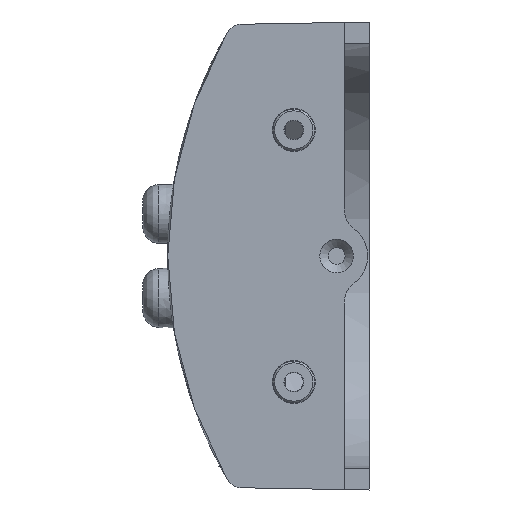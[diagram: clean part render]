
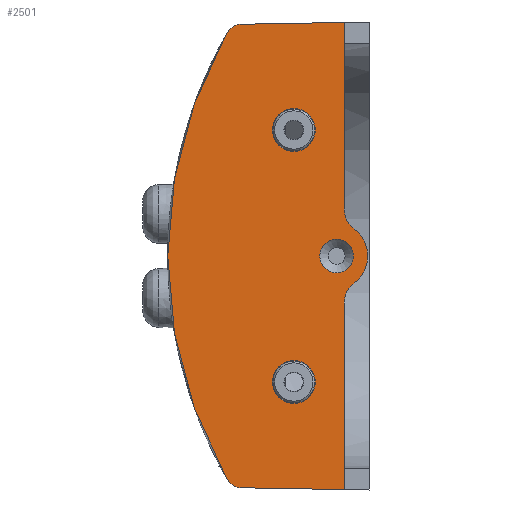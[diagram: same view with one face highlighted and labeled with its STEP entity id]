
A CAD part, front view. The second image highlights one B-rep face of the part: STEP entity #2501.
In plain terms, the highlighted planar face has unit normal (0, -1, 0).
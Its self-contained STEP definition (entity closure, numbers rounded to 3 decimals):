
#80=PLANE('',#2668);
#161=FACE_BOUND('',#463,.T.);
#162=FACE_BOUND('',#464,.T.);
#163=FACE_BOUND('',#465,.T.);
#175=CIRCLE('',#2659,53.5);
#181=CIRCLE('',#2666,2.);
#183=CIRCLE('',#2669,4.);
#184=CIRCLE('',#2670,3.);
#185=CIRCLE('',#2671,2.);
#186=CIRCLE('',#2672,3.);
#187=CIRCLE('',#2673,2.55);
#188=CIRCLE('',#2674,2.55);
#189=CIRCLE('',#2675,2.);
#320=FACE_OUTER_BOUND('',#462,.T.);
#462=EDGE_LOOP('',(#1716,#1717,#1718,#1719,#1720,#1721,#1722,#1723,#1724,
#1725));
#463=EDGE_LOOP('',(#1726));
#464=EDGE_LOOP('',(#1727));
#465=EDGE_LOOP('',(#1728));
#668=LINE('',#4118,#847);
#669=LINE('',#4120,#848);
#670=LINE('',#4123,#849);
#671=LINE('',#4125,#850);
#847=VECTOR('',#2974,22.2);
#848=VECTOR('',#2975,12.231);
#849=VECTOR('',#2978,12.231);
#850=VECTOR('',#2979,22.2);
#1021=VERTEX_POINT('',#3687);
#1023=VERTEX_POINT('',#3690);
#1045=VERTEX_POINT('',#4106);
#1047=VERTEX_POINT('',#4112);
#1048=VERTEX_POINT('',#4113);
#1049=VERTEX_POINT('',#4115);
#1050=VERTEX_POINT('',#4117);
#1051=VERTEX_POINT('',#4119);
#1052=VERTEX_POINT('',#4122);
#1053=VERTEX_POINT('',#4124);
#1054=VERTEX_POINT('',#4127);
#1055=VERTEX_POINT('',#4129);
#1056=VERTEX_POINT('',#4131);
#1291=EDGE_CURVE('',#1021,#1023,#175,.T.);
#1314=EDGE_CURVE('',#1045,#1021,#181,.T.);
#1317=EDGE_CURVE('',#1047,#1048,#183,.T.);
#1318=EDGE_CURVE('',#1049,#1047,#184,.T.);
#1319=EDGE_CURVE('',#1049,#1050,#668,.T.);
#1320=EDGE_CURVE('',#1051,#1050,#669,.T.);
#1321=EDGE_CURVE('',#1023,#1051,#185,.T.);
#1322=EDGE_CURVE('',#1052,#1045,#670,.T.);
#1323=EDGE_CURVE('',#1052,#1053,#671,.T.);
#1324=EDGE_CURVE('',#1048,#1053,#186,.T.);
#1325=EDGE_CURVE('',#1054,#1054,#187,.T.);
#1326=EDGE_CURVE('',#1055,#1055,#188,.T.);
#1327=EDGE_CURVE('',#1056,#1056,#189,.T.);
#1716=ORIENTED_EDGE('',*,*,#1317,.F.);
#1717=ORIENTED_EDGE('',*,*,#1318,.F.);
#1718=ORIENTED_EDGE('',*,*,#1319,.T.);
#1719=ORIENTED_EDGE('',*,*,#1320,.F.);
#1720=ORIENTED_EDGE('',*,*,#1321,.F.);
#1721=ORIENTED_EDGE('',*,*,#1291,.F.);
#1722=ORIENTED_EDGE('',*,*,#1314,.F.);
#1723=ORIENTED_EDGE('',*,*,#1322,.F.);
#1724=ORIENTED_EDGE('',*,*,#1323,.T.);
#1725=ORIENTED_EDGE('',*,*,#1324,.F.);
#1726=ORIENTED_EDGE('',*,*,#1325,.F.);
#1727=ORIENTED_EDGE('',*,*,#1326,.F.);
#1728=ORIENTED_EDGE('',*,*,#1327,.F.);
#2501=ADVANCED_FACE('',(#320,#161,#162,#163),#80,.F.);
#2659=AXIS2_PLACEMENT_3D('',#3691,#2946,#2947);
#2666=AXIS2_PLACEMENT_3D('',#4107,#2963,#2964);
#2668=AXIS2_PLACEMENT_3D('',#4111,#2968,#2969);
#2669=AXIS2_PLACEMENT_3D('',#4114,#2970,#2971);
#2670=AXIS2_PLACEMENT_3D('',#4116,#2972,#2973);
#2671=AXIS2_PLACEMENT_3D('',#4121,#2976,#2977);
#2672=AXIS2_PLACEMENT_3D('',#4126,#2980,#2981);
#2673=AXIS2_PLACEMENT_3D('',#4128,#2982,#2983);
#2674=AXIS2_PLACEMENT_3D('',#4130,#2984,#2985);
#2675=AXIS2_PLACEMENT_3D('',#4132,#2986,#2987);
#2946=DIRECTION('center_axis',(0.,1.,0.));
#2947=DIRECTION('ref_axis',(-0.868,0.,-0.497));
#2963=DIRECTION('center_axis',(0.,1.,0.));
#2964=DIRECTION('ref_axis',(-0.017,0.,-1.));
#2968=DIRECTION('center_axis',(0.,1.,0.));
#2969=DIRECTION('ref_axis',(1.,0.,0.));
#2970=DIRECTION('center_axis',(0.,1.,0.));
#2971=DIRECTION('ref_axis',(0.6,0.,0.8));
#2972=DIRECTION('center_axis',(0.,-1.,0.));
#2973=DIRECTION('ref_axis',(-1.,0.,0.));
#2974=DIRECTION('',(0.,0.,1.));
#2975=DIRECTION('',(1.,0.,0.017));
#2976=DIRECTION('center_axis',(0.,1.,0.));
#2977=DIRECTION('ref_axis',(-0.868,0.,0.497));
#2978=DIRECTION('',(-1.,0.,0.017));
#2979=DIRECTION('',(0.,0.,1.));
#2980=DIRECTION('center_axis',(0.,-1.,0.));
#2981=DIRECTION('ref_axis',(-0.6,0.,0.8));
#2982=DIRECTION('center_axis',(0.,-1.,0.));
#2983=DIRECTION('ref_axis',(1.,0.,0.));
#2984=DIRECTION('center_axis',(0.,-1.,0.));
#2985=DIRECTION('ref_axis',(1.,0.,0.));
#2986=DIRECTION('center_axis',(0.,-1.,0.));
#2987=DIRECTION('ref_axis',(1.,0.,0.));
#3687=CARTESIAN_POINT('',(-46.43,22.,-26.581));
#3690=CARTESIAN_POINT('',(-46.43,22.,26.581));
#3691=CARTESIAN_POINT('Origin',(0.,22.,0.));
#4106=CARTESIAN_POINT('',(-44.729,22.,-27.587));
#4107=CARTESIAN_POINT('Origin',(-44.694,22.,-25.587));
#4111=CARTESIAN_POINT('Origin',(0.,22.,0.));
#4112=CARTESIAN_POINT('',(-31.3,22.,3.2));
#4113=CARTESIAN_POINT('',(-31.3,22.,-3.2));
#4114=CARTESIAN_POINT('Origin',(-33.7,22.,0.));
#4115=CARTESIAN_POINT('',(-32.5,22.,5.6));
#4116=CARTESIAN_POINT('Origin',(-29.5,22.,5.6));
#4117=CARTESIAN_POINT('',(-32.5,22.,27.8));
#4118=CARTESIAN_POINT('',(-32.5,22.,5.6));
#4119=CARTESIAN_POINT('',(-44.729,22.,27.587));
#4120=CARTESIAN_POINT('',(-44.729,22.,27.587));
#4121=CARTESIAN_POINT('Origin',(-44.694,22.,25.587));
#4122=CARTESIAN_POINT('',(-32.5,22.,-27.8));
#4123=CARTESIAN_POINT('',(-32.5,22.,-27.8));
#4124=CARTESIAN_POINT('',(-32.5,22.,-5.6));
#4125=CARTESIAN_POINT('',(-32.5,22.,-27.8));
#4126=CARTESIAN_POINT('Origin',(-29.5,22.,-5.6));
#4127=CARTESIAN_POINT('',(-35.95,22.,-15.));
#4128=CARTESIAN_POINT('Origin',(-38.5,22.,-15.));
#4129=CARTESIAN_POINT('',(-35.95,22.,15.));
#4130=CARTESIAN_POINT('Origin',(-38.5,22.,15.));
#4131=CARTESIAN_POINT('',(-33.4,22.,2.));
#4132=CARTESIAN_POINT('Origin',(-33.4,22.,0.));
